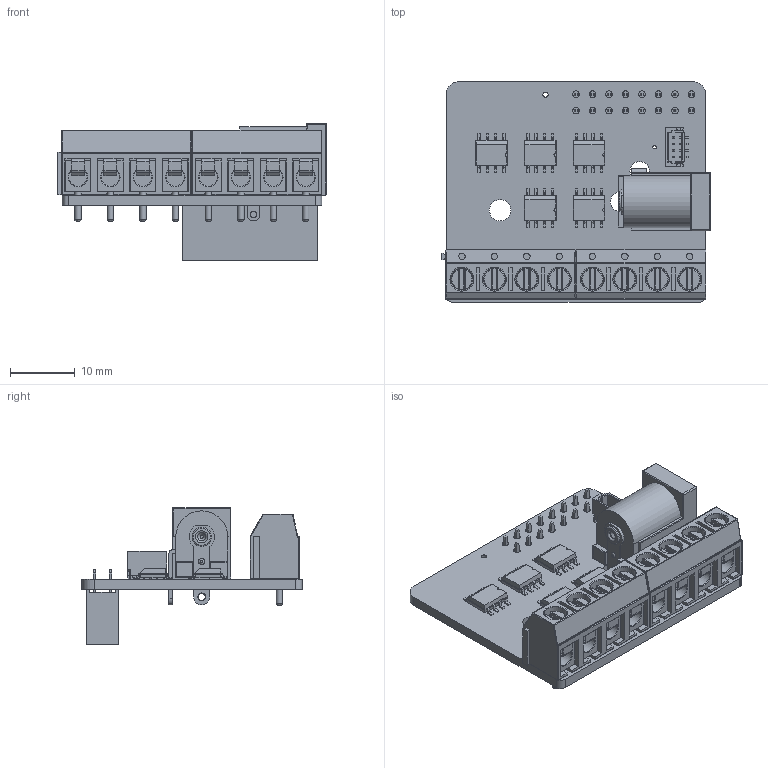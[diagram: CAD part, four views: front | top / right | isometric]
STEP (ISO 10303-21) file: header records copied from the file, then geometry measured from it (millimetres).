
FILE_DESCRIPTION(/* description */ (''),/* implementation_level */ '2;1');
FILE_NAME(/* name */ 'LILYGO PWM Sheild v4.step',/* time_stamp */ '2022-01-22T19:31:07-05:00',/* author */ (''),/* organization */ (''),/* preprocessor_version */ 'ST-DEVELOPER v18.1',/* originating_system */ 'Autodesk Translation Framework v10.13.0.1454',/* authorisation */ '');
FILE_SCHEMA (('AUTOMOTIVE_DESIGN { 1 0 10303 214 3 1 1 }'));
Length unit declared in the file: millimetre
Products named in the file (12): LILYGO PWM Sheild; 16-Pin Header - Female - Double - 2.54mm v1; 16-Pin-Header-Female-Double-2.54mm; PWM sheild v1_1 v1; Board (1); Packages (1); SCREWTERMINAL-4P-5MM (1); BM04B-SRSS-TB; POWER_JACK_PTH; SM4838NSK (1); User Library-sop8_model_sop8_body (1); User Library-sop8_model_pin5to8_sop8 (1)
Assembly tree (23 placements, depth 5):
  LILYGO PWM Sheild
    16-Pin Header - Female - Double - 2.54mm v1
      16-Pin-Header-Female-Double-2.54mm
    PWM sheild v1_1 v1
      Board (1)
      Packages (1)
        SCREWTERMINAL-4P-5MM (1)  x2
        BM04B-SRSS-TB
        POWER_JACK_PTH
        SM4838NSK (1)  x5
          User Library-sop8_model_pin5to8_sop8 (1)
          User Library-sop8_model_sop8_body (1)
Bounding box: 41.35 x 34 x 21.07 mm (x, y, z)
Volume: 5987.6 mm3; surface area: 11331.3 mm2
Topology: 61 solids, 61 shells, 2530 faces, 6374 edges, 4057 vertices
Faces by surface type: plane 1851, cylinder 527, torus 69, bspline 47, sphere 33, cone 3
Full cylindrical faces by diameter (mm): 0.55 x1, 0.8 x6, 1 x17, 1.016 x16, 1.082 x1, 1.2 x1, 1.3 x9, 1.5 x16, 2 x4, 2.8 x8, 2.997 x3, 3 x3, 3.3 x9, 3.5 x8, 6.4 x1
Entity records: 45449 total; most frequent: CARTESIAN_POINT 10525, ORIENTED_EDGE 7080, DIRECTION 6855, EDGE_CURVE 3540, LINE 2895, VECTOR 2895, VERTEX_POINT 2265, AXIS2_PLACEMENT_3D 1980
